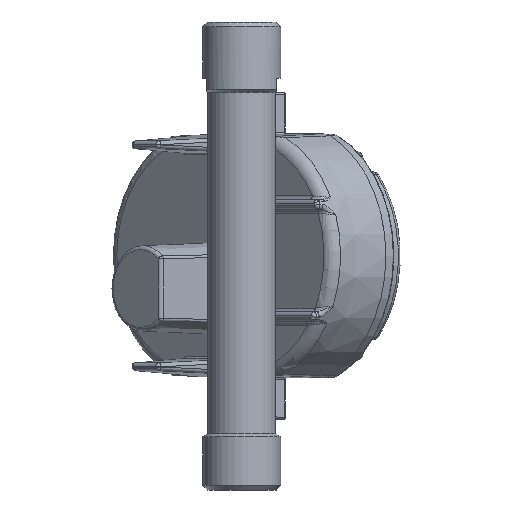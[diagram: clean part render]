
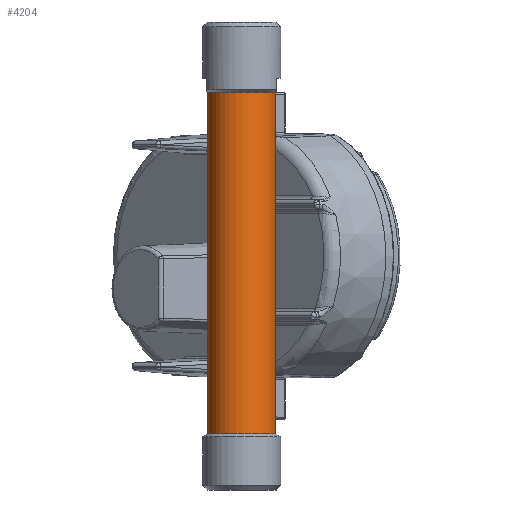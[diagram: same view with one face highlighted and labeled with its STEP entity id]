
A CAD part, left-side view. The second image highlights one B-rep face of the part: STEP entity #4204.
In plain terms, the highlighted cylindrical face has radius 14.5 mm (diameter 29 mm), a full revolution.
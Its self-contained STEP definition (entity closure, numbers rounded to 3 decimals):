
#3279=CYLINDRICAL_SURFACE('',#16119,14.5);
#4204=ADVANCED_FACE('',(#4618,#4619),#3279,.T.);
#4618=FACE_BOUND('',#5659,.T.);
#4619=FACE_BOUND('',#5660,.T.);
#5659=EDGE_LOOP('',(#9755));
#5660=EDGE_LOOP('',(#9756));
#9755=ORIENTED_EDGE('',*,*,#13067,.T.);
#9756=ORIENTED_EDGE('',*,*,#13070,.F.);
#11019=VERTEX_POINT('',#40238);
#11020=VERTEX_POINT('',#40253);
#13067=EDGE_CURVE('',#11019,#11019,#14164,.T.);
#13070=EDGE_CURVE('',#11020,#11020,#14165,.T.);
#14164=CIRCLE('',#16116,14.5);
#14165=CIRCLE('',#16118,14.5);
#16116=AXIS2_PLACEMENT_3D('',#40237,#20654,#20655);
#16118=AXIS2_PLACEMENT_3D('',#40252,#20658,#20659);
#16119=AXIS2_PLACEMENT_3D('',#40254,#20660,#20661);
#20654=DIRECTION('',(0.,0.,-1.));
#20655=DIRECTION('',(-1.,0.,0.));
#20658=DIRECTION('',(0.,0.,-1.));
#20659=DIRECTION('',(-1.,0.,0.));
#20660=DIRECTION('',(0.,0.,-1.));
#20661=DIRECTION('',(1.,0.,0.));
#40237=CARTESIAN_POINT('',(0.,0.,170.));
#40238=CARTESIAN_POINT('',(-14.5,0.,170.));
#40252=CARTESIAN_POINT('',(0.,0.,24.));
#40253=CARTESIAN_POINT('',(-14.5,0.,24.));
#40254=CARTESIAN_POINT('',(0.,0.,100.));
